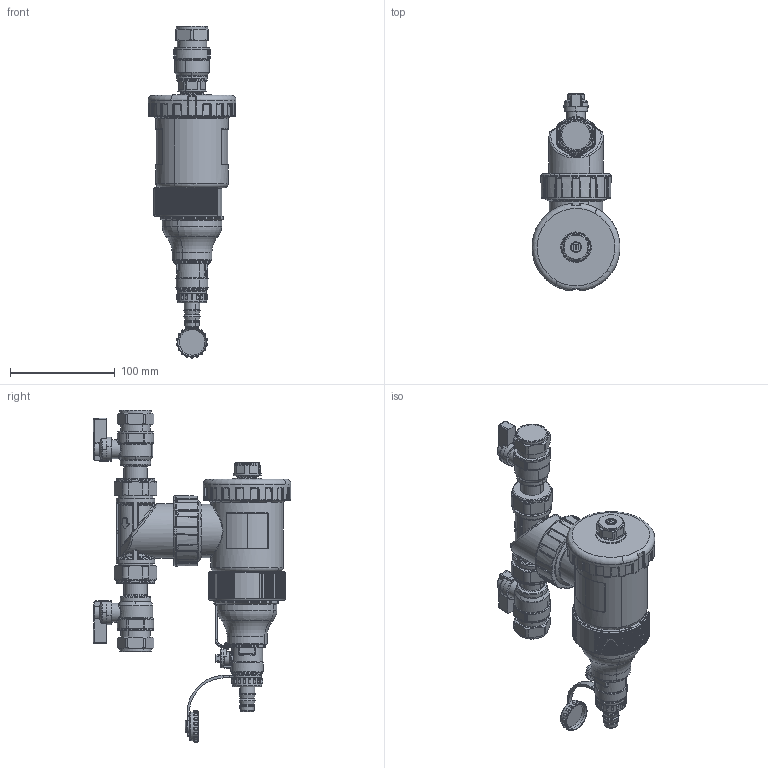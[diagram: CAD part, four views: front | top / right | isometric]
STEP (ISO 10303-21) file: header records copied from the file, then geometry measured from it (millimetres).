
FILE_DESCRIPTION(('CATIA V5 STEP Exchange','CAx-IF Rec.Pracs.--- Model Styling and Organization---1.4--- 2014-01-23','CAx-IF Rec.Pracs.---3D Tessellated Data Validation Properties---0.5---2014-09-14'),'2;1');
FILE_NAME('STEP_KIT545342_-_TST.stp','2020-05-18T07:51:49+00:00',('none'),('none'),'CATIA Version 5-6 Release 2019 SP3','CATIA V5 STEP AP242 v1','none');
FILE_SCHEMA(('AP242_MANAGED_MODEL_BASED_3D_ENGINEERING_MIM_LF {1 0 10303 442 1 1 4}'));
Products named in the file (1): KIT545342 - TST
Bounding box: 83.88 x 188.8 x 316.83 mm (x, y, z)
Volume: 966646.4 mm3; surface area: 107683.5 mm2
Topology: 1 solids, 1 shells, 4305 faces, 10451 edges, 6001 vertices
Faces by surface type: bspline 1480, cylinder 1228, plane 842, torus 515, cone 167, sphere 71, revolution 2
Entity records: 203794 total; most frequent: CARTESIAN_POINT 123080, ORIENTED_EDGE 20474, EDGE_CURVE 10237, DIRECTION 9868, VERTEX_POINT 6001, AXIS2_PLACEMENT_3D 5297, EDGE_LOOP 4390, B_SPLINE_CURVE_WITH_KNOTS 4390
